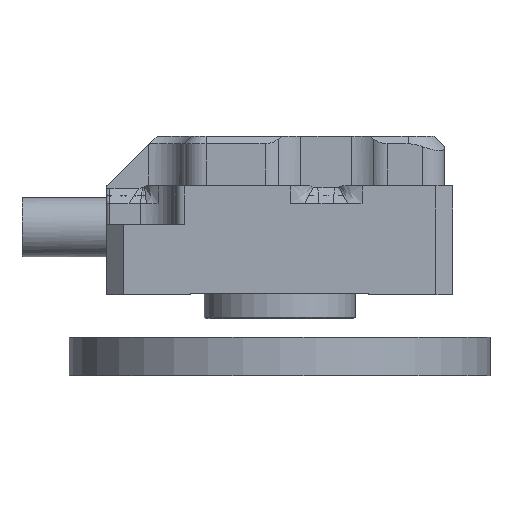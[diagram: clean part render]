
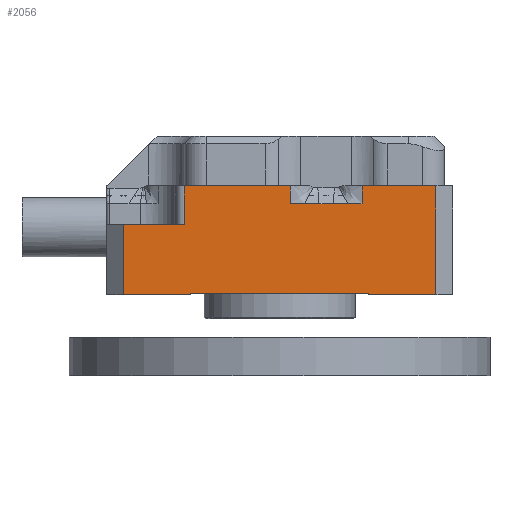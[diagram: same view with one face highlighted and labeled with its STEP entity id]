
A CAD part, left-side view. The second image highlights one B-rep face of the part: STEP entity #2056.
In plain terms, the highlighted planar face has unit normal (-1, 0, 0).
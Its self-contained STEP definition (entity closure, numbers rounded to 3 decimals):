
#2056=ADVANCED_FACE('',(#5357),#3884,.T.);
#3884=PLANE('',#36149);
#5357=FACE_OUTER_BOUND('',#7227,.T.);
#7227=EDGE_LOOP('',(#12893,#12894,#12895,#12896,#12897,#12898,#12899,#12900,
#12901,#12902,#12903,#12904,#12905,#12906,#12907,#12908,#12909,#12910));
#12893=ORIENTED_EDGE('',*,*,#25526,.T.);
#12894=ORIENTED_EDGE('',*,*,#25527,.T.);
#12895=ORIENTED_EDGE('',*,*,#25528,.F.);
#12896=ORIENTED_EDGE('',*,*,#25529,.F.);
#12897=ORIENTED_EDGE('',*,*,#25530,.F.);
#12898=ORIENTED_EDGE('',*,*,#25531,.F.);
#12899=ORIENTED_EDGE('',*,*,#25532,.F.);
#12900=ORIENTED_EDGE('',*,*,#25412,.T.);
#12901=ORIENTED_EDGE('',*,*,#25533,.T.);
#12902=ORIENTED_EDGE('',*,*,#25534,.F.);
#12903=ORIENTED_EDGE('',*,*,#25535,.T.);
#12904=ORIENTED_EDGE('',*,*,#25497,.T.);
#12905=ORIENTED_EDGE('',*,*,#25476,.T.);
#12906=ORIENTED_EDGE('',*,*,#25536,.F.);
#12907=ORIENTED_EDGE('',*,*,#25537,.F.);
#12908=ORIENTED_EDGE('',*,*,#25538,.T.);
#12909=ORIENTED_EDGE('',*,*,#25539,.T.);
#12910=ORIENTED_EDGE('',*,*,#25463,.T.);
#21617=VERTEX_POINT('',#48209);
#21618=VERTEX_POINT('',#48211);
#21662=VERTEX_POINT('',#48317);
#21663=VERTEX_POINT('',#48319);
#21670=VERTEX_POINT('',#48338);
#21673=VERTEX_POINT('',#48343);
#21689=VERTEX_POINT('',#48389);
#21714=VERTEX_POINT('',#48453);
#21715=VERTEX_POINT('',#48455);
#21716=VERTEX_POINT('',#48457);
#21717=VERTEX_POINT('',#48459);
#21718=VERTEX_POINT('',#48461);
#21719=VERTEX_POINT('',#48463);
#21720=VERTEX_POINT('',#48466);
#21721=VERTEX_POINT('',#48468);
#21722=VERTEX_POINT('',#48471);
#21723=VERTEX_POINT('',#48473);
#21724=VERTEX_POINT('',#48475);
#25412=EDGE_CURVE('',#21618,#21617,#30353,.T.);
#25463=EDGE_CURVE('',#21663,#21662,#30390,.T.);
#25476=EDGE_CURVE('',#21670,#21673,#30400,.T.);
#25497=EDGE_CURVE('',#21689,#21670,#30414,.T.);
#25526=EDGE_CURVE('',#21662,#21714,#30433,.T.);
#25527=EDGE_CURVE('',#21714,#21715,#30434,.T.);
#25528=EDGE_CURVE('',#21716,#21715,#30435,.T.);
#25529=EDGE_CURVE('',#21717,#21716,#30436,.T.);
#25530=EDGE_CURVE('',#21718,#21717,#30437,.T.);
#25531=EDGE_CURVE('',#21719,#21718,#30438,.T.);
#25532=EDGE_CURVE('',#21618,#21719,#30439,.T.);
#25533=EDGE_CURVE('',#21617,#21720,#30440,.T.);
#25534=EDGE_CURVE('',#21721,#21720,#30441,.T.);
#25535=EDGE_CURVE('',#21721,#21689,#30442,.T.);
#25536=EDGE_CURVE('',#21722,#21673,#30443,.T.);
#25537=EDGE_CURVE('',#21723,#21722,#30444,.T.);
#25538=EDGE_CURVE('',#21723,#21724,#30445,.T.);
#25539=EDGE_CURVE('',#21724,#21663,#30446,.T.);
#30353=LINE('',#48210,#33354);
#30390=LINE('',#48318,#33391);
#30400=LINE('',#48344,#33401);
#30414=LINE('',#48388,#33415);
#30433=LINE('',#48452,#33434);
#30434=LINE('',#48454,#33435);
#30435=LINE('',#48456,#33436);
#30436=LINE('',#48458,#33437);
#30437=LINE('',#48460,#33438);
#30438=LINE('',#48462,#33439);
#30439=LINE('',#48464,#33440);
#30440=LINE('',#48465,#33441);
#30441=LINE('',#48467,#33442);
#30442=LINE('',#48469,#33443);
#30443=LINE('',#48470,#33444);
#30444=LINE('',#48472,#33445);
#30445=LINE('',#48474,#33446);
#30446=LINE('',#48476,#33447);
#33354=VECTOR('',#39992,1.);
#33391=VECTOR('',#40063,1.);
#33401=VECTOR('',#40083,1.);
#33415=VECTOR('',#40127,1.);
#33434=VECTOR('',#40168,1.);
#33435=VECTOR('',#40169,1.);
#33436=VECTOR('',#40170,1.);
#33437=VECTOR('',#40171,1.);
#33438=VECTOR('',#40172,1.);
#33439=VECTOR('',#40173,1.);
#33440=VECTOR('',#40174,1.);
#33441=VECTOR('',#40175,1.);
#33442=VECTOR('',#40176,1.);
#33443=VECTOR('',#40177,1.);
#33444=VECTOR('',#40178,1.);
#33445=VECTOR('',#40179,1.);
#33446=VECTOR('',#40180,1.);
#33447=VECTOR('',#40181,1.);
#36149=AXIS2_PLACEMENT_3D('',#48477,#40182,#40183);
#39992=DIRECTION('',(0.,1.,0.));
#40063=DIRECTION('',(0.,1.,0.));
#40083=DIRECTION('',(0.,0.,1.));
#40127=DIRECTION('',(0.,-1.,0.));
#40168=DIRECTION('',(0.,0.,-1.));
#40169=DIRECTION('',(0.,1.,0.));
#40170=DIRECTION('',(0.,-1.,0.));
#40171=DIRECTION('',(0.,-1.,0.));
#40172=DIRECTION('',(0.,-1.,0.));
#40173=DIRECTION('',(0.,-1.,0.));
#40174=DIRECTION('',(0.,0.,-1.));
#40175=DIRECTION('',(0.,0.,-1.));
#40176=DIRECTION('',(0.,-1.,0.));
#40177=DIRECTION('',(0.,0.,-1.));
#40178=DIRECTION('',(0.,1.,0.));
#40179=DIRECTION('',(0.,0.,1.));
#40180=DIRECTION('',(0.,-1.,0.));
#40181=DIRECTION('',(0.,0.,1.));
#40182=DIRECTION('',(-1.,0.,0.));
#40183=DIRECTION('',(0.,0.,1.));
#48209=CARTESIAN_POINT('',(0.,15.9,56.45));
#48210=CARTESIAN_POINT('',(0.,10.25,56.45));
#48211=CARTESIAN_POINT('',(0.,9.625,56.45));
#48317=CARTESIAN_POINT('',(0.,5.375,56.45));
#48318=CARTESIAN_POINT('',(0.,10.25,56.45));
#48319=CARTESIAN_POINT('',(0.,1.,56.45));
#48338=CARTESIAN_POINT('',(0.,15.5,50.));
#48343=CARTESIAN_POINT('',(0.,15.5,50.1));
#48344=CARTESIAN_POINT('',(0.,15.5,50.1));
#48388=CARTESIAN_POINT('',(0.,10.25,50.));
#48389=CARTESIAN_POINT('',(0.,19.5,50.));
#48452=CARTESIAN_POINT('',(0.,5.375,55.4));
#48453=CARTESIAN_POINT('',(0.,5.375,55.4));
#48454=CARTESIAN_POINT('',(0.,5.375,55.4));
#48455=CARTESIAN_POINT('',(0.,6.225,55.4));
#48456=CARTESIAN_POINT('',(0.,9.625,55.4));
#48457=CARTESIAN_POINT('',(0.,7.075,55.4));
#48458=CARTESIAN_POINT('',(0.,9.625,55.4));
#48459=CARTESIAN_POINT('',(0.,7.925,55.4));
#48460=CARTESIAN_POINT('',(0.,9.625,55.4));
#48461=CARTESIAN_POINT('',(0.,8.775,55.4));
#48462=CARTESIAN_POINT('',(0.,9.625,55.4));
#48463=CARTESIAN_POINT('',(0.,9.625,55.4));
#48464=CARTESIAN_POINT('',(0.,9.625,55.4));
#48465=CARTESIAN_POINT('',(0.,15.9,54.15));
#48466=CARTESIAN_POINT('',(0.,15.9,54.15));
#48467=CARTESIAN_POINT('',(0.,20.5,54.15));
#48468=CARTESIAN_POINT('',(0.,19.5,54.15));
#48469=CARTESIAN_POINT('',(0.,19.5,50.));
#48470=CARTESIAN_POINT('',(0.,5.,50.1));
#48471=CARTESIAN_POINT('',(0.,5.,50.1));
#48472=CARTESIAN_POINT('',(0.,5.,50.1));
#48473=CARTESIAN_POINT('',(0.,5.,50.));
#48474=CARTESIAN_POINT('',(0.,10.25,50.));
#48475=CARTESIAN_POINT('',(0.,1.,50.));
#48476=CARTESIAN_POINT('',(0.,1.,50.));
#48477=CARTESIAN_POINT('',(0.,10.25,50.));
